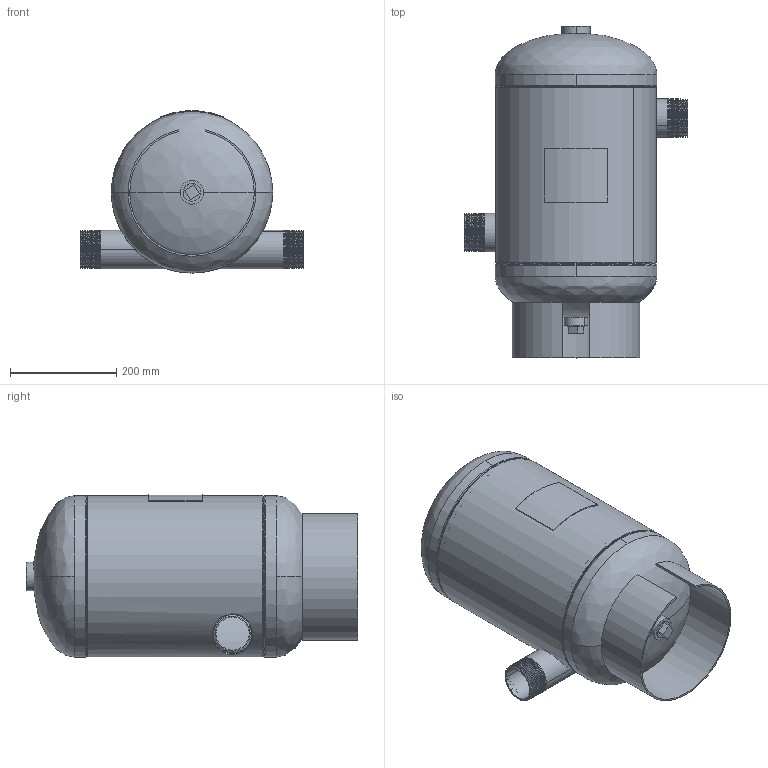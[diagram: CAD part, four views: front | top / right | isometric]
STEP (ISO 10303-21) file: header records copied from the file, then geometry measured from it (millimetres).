
FILE_DESCRIPTION (( 'STEP AP203' ), '1' );
FILE_NAME ('SPA-2.5.STEP', '2021-03-16T19:04:51', ( '' ), ( '' ), 'SwSTEP 2.0', 'SolidWorks 2021', '' );
FILE_SCHEMA (( 'CONFIG_CONTROL_DESIGN' ));
Length unit declared in the file: inch
Products named in the file (10): SPA-2.5; 9500060; 9600830_12" VERT; 99P2941_44615K116; 9500050; PLUGS_9500150; 9200040; 72Q0888^A-V008026; 05002003
Assembly tree (10 placements, depth 2):
  SPA-2.5
    05002003
    9200040
    9200040
    9500060
    9500050
    PLUGS_9500150
    99P2941_44615K116  x2
    72Q0888^A-V008026
    9600830_12" VERT
Bounding box: 422.27 x 626.1 x 306.15 mm (x, y, z)
Volume: 2063807.7 mm3; surface area: 1517109.6 mm2
Topology: 10 solids, 10 shells, 338 faces, 702 edges, 384 vertices
Faces by surface type: cone 200, cylinder 67, plane 29, torus 24, bspline 18
Full cylindrical faces by diameter (mm): 299.72 x1, 304.597 x1
Entity records: 13281 total; most frequent: CARTESIAN_POINT 7114, DIRECTION 1172, ORIENTED_EDGE 988, EDGE_CURVE 494, AXIS2_PLACEMENT_3D 489, VERTEX_POINT 278, CIRCLE 260, EDGE_LOOP 248
